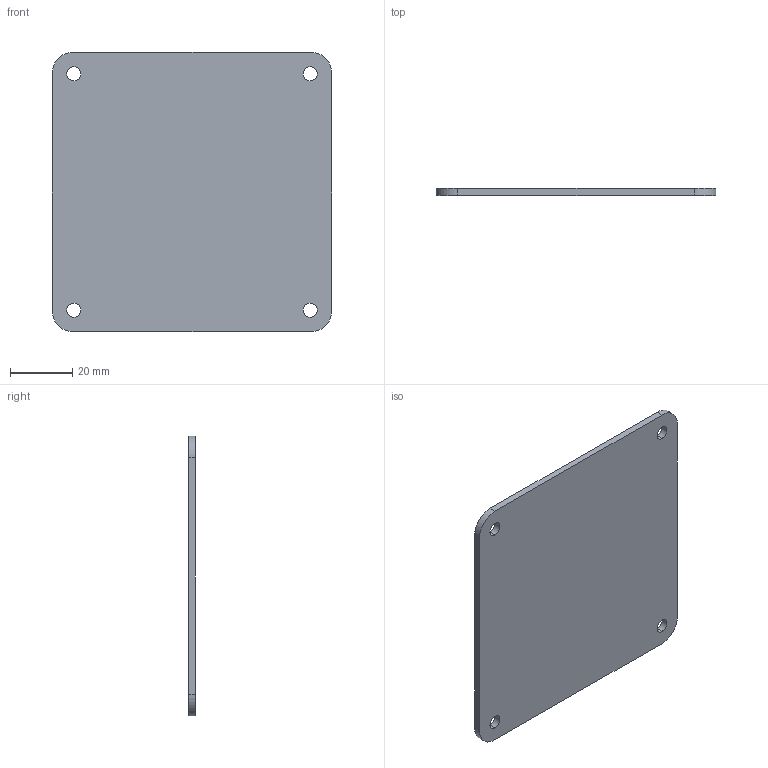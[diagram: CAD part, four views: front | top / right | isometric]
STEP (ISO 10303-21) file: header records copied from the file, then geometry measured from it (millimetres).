
FILE_DESCRIPTION (( 'STEP AP214' ), '1' );
FILE_NAME ('GM-0004-Rev1.0.STEP', '2025-09-24T05:54:19', ( '' ), ( '' ), 'SwSTEP 2.0', 'SolidWorks 2024', '' );
FILE_SCHEMA (( 'AUTOMOTIVE_DESIGN' ));
Length unit declared in the file: millimetre
Products named in the file (1): GM-0004-Rev1.0
Bounding box: 90 x 2.25 x 90 mm (x, y, z)
Volume: 17511.2 mm3; surface area: 17227.9 mm2
Topology: 1 solids, 1 shells, 63 faces, 150 edges, 100 vertices
Faces by surface type: cylinder 38, plane 25
Entity records: 1899 total; most frequent: DIRECTION 354, CARTESIAN_POINT 314, ORIENTED_EDGE 300, EDGE_CURVE 150, AXIS2_PLACEMENT_3D 140, VERTEX_POINT 100, EDGE_LOOP 82, CIRCLE 76
